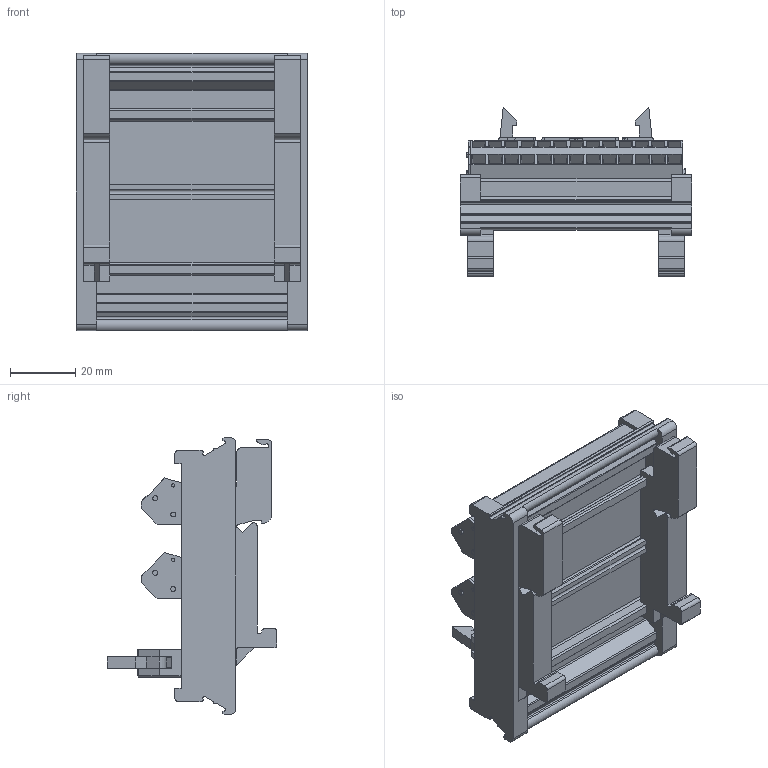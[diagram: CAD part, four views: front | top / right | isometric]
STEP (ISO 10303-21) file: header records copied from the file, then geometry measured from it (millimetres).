
FILE_DESCRIPTION (( 'STEP AP214' ), '1' );
FILE_NAME ('7503TDIN.STEP', '2019-04-03T01:06:37', ( '' ), ( '' ), 'SwSTEP 2.0', 'SolidWorks 2012', '' );
FILE_SCHEMA (( 'AUTOMOTIVE_DESIGN' ));
Length unit declared in the file: inch
Products named in the file (5): HDR26E; TB_Spring45deg_5mm_x13; Wago 289-505; 7503TDIN
Assembly tree (5 placements, depth 2):
  7503TDIN
    7503TDIN
    Wago 289-505
    TB_Spring45deg_5mm_x13  x2
    HDR26E
Bounding box: 71 x 51.92 x 85 mm (x, y, z)
Volume: 67519.2 mm3; surface area: 52293.9 mm2
Topology: 5 solids, 5 shells, 1655 faces, 4531 edges, 2944 vertices
Faces by surface type: plane 1459, cylinder 196
Entity records: 46846 total; most frequent: CARTESIAN_POINT 6609, ORIENTED_EDGE 6540, DIRECTION 6094, EDGE_CURVE 3270, LINE 2848, VECTOR 2848, VERTEX_POINT 2138, AXIS2_PLACEMENT_3D 1623
